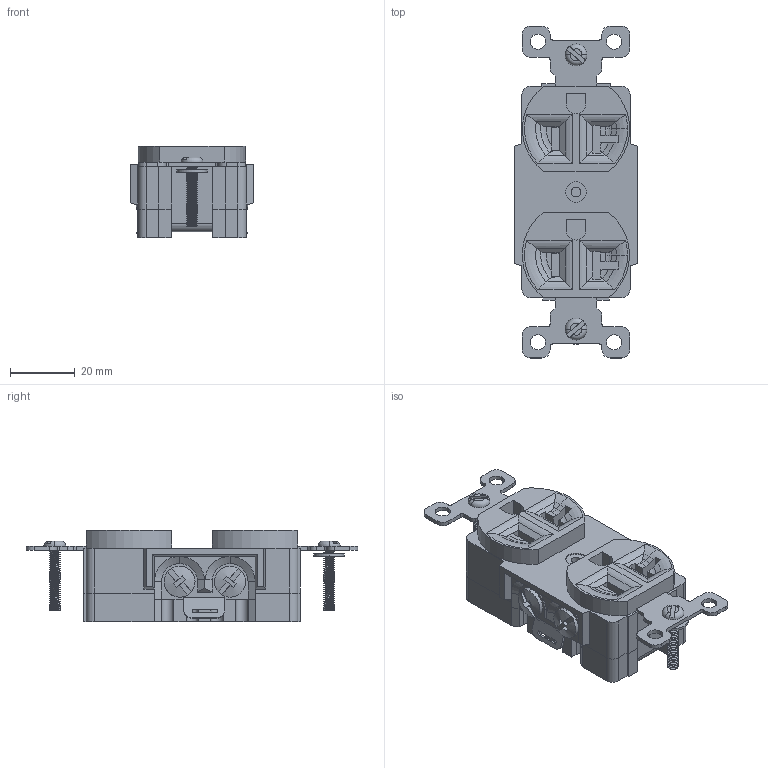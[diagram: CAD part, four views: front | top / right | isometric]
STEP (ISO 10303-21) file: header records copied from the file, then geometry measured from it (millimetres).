
FILE_DESCRIPTION (( 'STEP AP214' ), '1' );
FILE_NAME ('BRY5362GRY.STEP', '2014-06-19T16:49:36', ( '' ), ( '' ), 'SwSTEP 2.0', 'SolidWorks 2013', '' );
FILE_SCHEMA (( 'AUTOMOTIVE_DESIGN' ));
Length unit declared in the file: inch
Products named in the file (1): BRY5362GRY
Bounding box: 38.1 x 102.23 x 28.07 mm (x, y, z)
Volume: 52835.3 mm3; surface area: 16052.2 mm2
Topology: 1 solids, 1 shells, 583 faces, 1627 edges, 1064 vertices
Faces by surface type: plane 314, cylinder 214, bspline 19, torus 18, cone 14, sphere 4
Entity records: 36300 total; most frequent: CARTESIAN_POINT 17202, ORIENTED_EDGE 3254, DIRECTION 2606, EDGE_CURVE 1627, VERTEX_POINT 1064, VECTOR 954, LINE 954, AXIS2_PLACEMENT_3D 826
